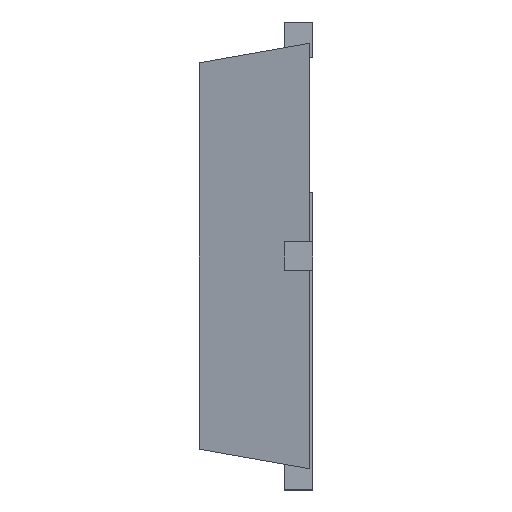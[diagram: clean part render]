
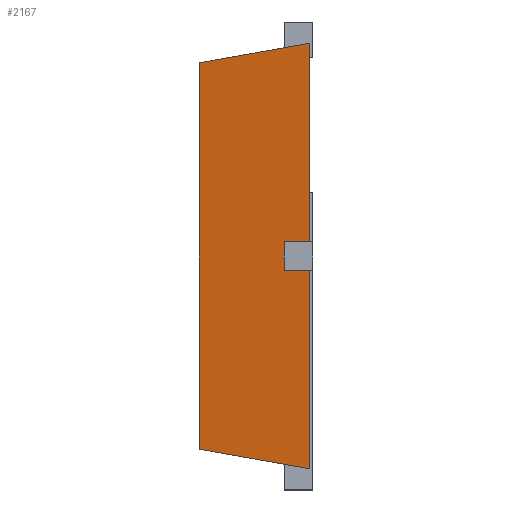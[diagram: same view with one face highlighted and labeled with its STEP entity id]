
A CAD part, left-side view. The second image highlights one B-rep face of the part: STEP entity #2167.
In plain terms, the highlighted planar face has unit normal (-0.985, 0.174, 0).
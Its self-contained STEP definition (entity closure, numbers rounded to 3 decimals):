
#230 = DIRECTION ( 'NONE',  ( -0.174, -0.985, 0. ) ) ;
#249 = CARTESIAN_POINT ( 'NONE',  ( -1.575, 0., -1.5 ) ) ;
#275 = DIRECTION ( 'NONE',  ( 0., 0., 1. ) ) ;
#276 = LINE ( 'NONE', #249, #3391 ) ;
#394 = VECTOR ( 'NONE', #5103, 1000. ) ;
#546 = DIRECTION ( 'NONE',  ( 0.174, 0.985, 0. ) ) ;
#578 = VECTOR ( 'NONE', #546, 1000. ) ;
#587 = VECTOR ( 'NONE', #5088, 1000. ) ;
#673 = VERTEX_POINT ( 'NONE', #2681 ) ;
#825 = EDGE_CURVE ( 'NONE', #3706, #1213, #3048, .T. ) ;
#833 = ORIENTED_EDGE ( 'NONE', *, *, #996, .T. ) ;
#859 = ORIENTED_EDGE ( 'NONE', *, *, #825, .T. ) ;
#996 = EDGE_CURVE ( 'NONE', #673, #4638, #2596, .T. ) ;
#1181 = PLANE ( 'NONE',  #5409 ) ;
#1213 = VERTEX_POINT ( 'NONE', #2974 ) ;
#1258 = CARTESIAN_POINT ( 'NONE',  ( -1.543, 0.18, -0.1 ) ) ;
#1320 = VERTEX_POINT ( 'NONE', #1258 ) ;
#1452 = ORIENTED_EDGE ( 'NONE', *, *, #3463, .F. ) ;
#1554 = EDGE_LOOP ( 'NONE', ( #3104, #1903, #1644, #4828, #833, #2304, #1452, #859 ) ) ;
#1644 = ORIENTED_EDGE ( 'NONE', *, *, #4586, .T. ) ;
#1687 = CARTESIAN_POINT ( 'NONE',  ( -1.437, 0.78, 1.362 ) ) ;
#1691 = LINE ( 'NONE', #2065, #5047 ) ;
#1735 = EDGE_CURVE ( 'NONE', #4575, #4638, #3325, .T. ) ;
#1799 = DIRECTION ( 'NONE',  ( -0.174, -0.985, 0. ) ) ;
#1903 = ORIENTED_EDGE ( 'NONE', *, *, #4937, .T. ) ;
#2065 = CARTESIAN_POINT ( 'NONE',  ( -1.575, 0., 0.1 ) ) ;
#2076 = VERTEX_POINT ( 'NONE', #4580 ) ;
#2167 = ADVANCED_FACE ( 'NONE', ( #2484 ), #1181, .T. ) ;
#2184 = DIRECTION ( 'NONE',  ( 0., 0., 1. ) ) ;
#2248 = CARTESIAN_POINT ( 'NONE',  ( -1.575, 0., 1.5 ) ) ;
#2304 = ORIENTED_EDGE ( 'NONE', *, *, #1735, .F. ) ;
#2312 = VECTOR ( 'NONE', #275, 1000. ) ;
#2484 = FACE_OUTER_BOUND ( 'NONE', #1554, .T. ) ;
#2544 = CARTESIAN_POINT ( 'NONE',  ( -1.575, 0., -1.5 ) ) ;
#2596 = LINE ( 'NONE', #3812, #394 ) ;
#2681 = CARTESIAN_POINT ( 'NONE',  ( -1.575, 0., 0.1 ) ) ;
#2851 = DIRECTION ( 'NONE',  ( -0.171, -0.97, 0.171 ) ) ;
#2929 = CARTESIAN_POINT ( 'NONE',  ( -1.437, 0.78, -1.5 ) ) ;
#2974 = CARTESIAN_POINT ( 'NONE',  ( -1.575, 0., -1.5 ) ) ;
#3048 = LINE ( 'NONE', #2544, #587 ) ;
#3104 = ORIENTED_EDGE ( 'NONE', *, *, #4472, .T. ) ;
#3257 = CARTESIAN_POINT ( 'NONE',  ( -1.575, 0., 1.5 ) ) ;
#3304 = EDGE_CURVE ( 'NONE', #4255, #673, #1691, .T. ) ;
#3325 = LINE ( 'NONE', #3257, #3778 ) ;
#3391 = VECTOR ( 'NONE', #5350, 1000. ) ;
#3415 = CARTESIAN_POINT ( 'NONE',  ( -1.437, 0.78, -1.362 ) ) ;
#3463 = EDGE_CURVE ( 'NONE', #3706, #4575, #4967, .T. ) ;
#3502 = LINE ( 'NONE', #5194, #578 ) ;
#3706 = VERTEX_POINT ( 'NONE', #3415 ) ;
#3778 = VECTOR ( 'NONE', #2851, 1000. ) ;
#3780 = CARTESIAN_POINT ( 'NONE',  ( -1.575, 0., -1.5 ) ) ;
#3812 = CARTESIAN_POINT ( 'NONE',  ( -1.575, 0., -1.5 ) ) ;
#3828 = VECTOR ( 'NONE', #2184, 1000. ) ;
#4139 = CARTESIAN_POINT ( 'NONE',  ( -1.543, 0.18, 0.1 ) ) ;
#4255 = VERTEX_POINT ( 'NONE', #4139 ) ;
#4303 = CARTESIAN_POINT ( 'NONE',  ( -1.543, 0.18, -1.5 ) ) ;
#4361 = DIRECTION ( 'NONE',  ( -0.985, 0.174, 0. ) ) ;
#4376 = LINE ( 'NONE', #4303, #3828 ) ;
#4472 = EDGE_CURVE ( 'NONE', #1213, #2076, #276, .T. ) ;
#4575 = VERTEX_POINT ( 'NONE', #1687 ) ;
#4580 = CARTESIAN_POINT ( 'NONE',  ( -1.575, 0., -0.1 ) ) ;
#4586 = EDGE_CURVE ( 'NONE', #1320, #4255, #4376, .T. ) ;
#4638 = VERTEX_POINT ( 'NONE', #2248 ) ;
#4828 = ORIENTED_EDGE ( 'NONE', *, *, #3304, .T. ) ;
#4937 = EDGE_CURVE ( 'NONE', #2076, #1320, #3502, .T. ) ;
#4967 = LINE ( 'NONE', #2929, #2312 ) ;
#5047 = VECTOR ( 'NONE', #230, 1000. ) ;
#5088 = DIRECTION ( 'NONE',  ( -0.171, -0.97, -0.171 ) ) ;
#5103 = DIRECTION ( 'NONE',  ( 0., 0., 1. ) ) ;
#5194 = CARTESIAN_POINT ( 'NONE',  ( -1.575, 0., -0.1 ) ) ;
#5350 = DIRECTION ( 'NONE',  ( 0., 0., 1. ) ) ;
#5409 = AXIS2_PLACEMENT_3D ( 'NONE', #3780, #4361, #1799 ) ;
